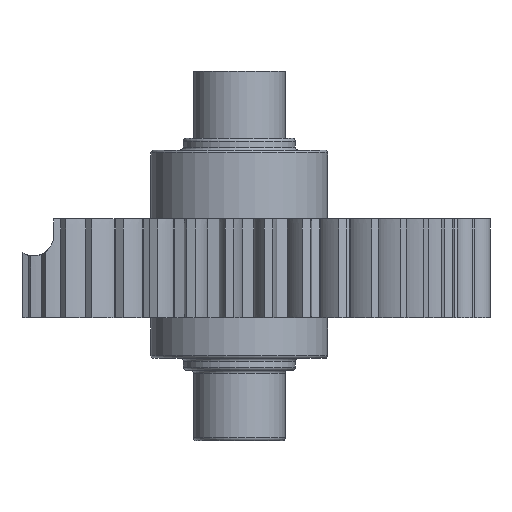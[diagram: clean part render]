
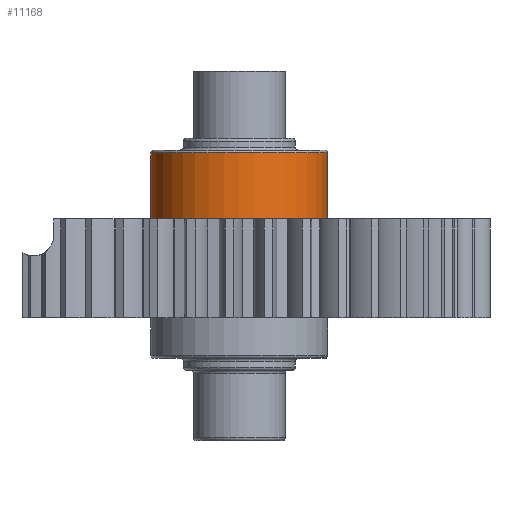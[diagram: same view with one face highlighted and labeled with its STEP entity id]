
A CAD part, front view. The second image highlights one B-rep face of the part: STEP entity #11168.
In plain terms, the highlighted cylindrical face has radius 7.5 mm (diameter 15 mm), a full revolution.
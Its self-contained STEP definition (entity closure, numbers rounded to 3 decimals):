
#9758 = EDGE_CURVE('',#9759,#9759,#9761,.T.);
#9759 = VERTEX_POINT('',#9760);
#9760 = CARTESIAN_POINT('',(42.5,0.,8.4));
#9761 = CIRCLE('',#9762,7.5);
#9762 = AXIS2_PLACEMENT_3D('',#9763,#9764,#9765);
#9763 = CARTESIAN_POINT('',(35.,0.,8.4));
#9764 = DIRECTION('',(0.,0.,1.));
#9765 = DIRECTION('',(1.,0.,0.));
#11168 = ADVANCED_FACE('',(#11169),#11188,.T.);
#11169 = FACE_BOUND('',#11170,.F.);
#11170 = EDGE_LOOP('',(#11171,#11179,#11180,#11181));
#11171 = ORIENTED_EDGE('',*,*,#11172,.F.);
#11172 = EDGE_CURVE('',#9759,#11173,#11175,.T.);
#11173 = VERTEX_POINT('',#11174);
#11174 = CARTESIAN_POINT('',(42.5,0.,14.));
#11175 = LINE('',#11176,#11177);
#11176 = CARTESIAN_POINT('',(42.5,0.,8.4));
#11177 = VECTOR('',#11178,1.);
#11178 = DIRECTION('',(0.,0.,1.));
#11179 = ORIENTED_EDGE('',*,*,#9758,.F.);
#11180 = ORIENTED_EDGE('',*,*,#11172,.T.);
#11181 = ORIENTED_EDGE('',*,*,#11182,.T.);
#11182 = EDGE_CURVE('',#11173,#11173,#11183,.T.);
#11183 = CIRCLE('',#11184,7.5);
#11184 = AXIS2_PLACEMENT_3D('',#11185,#11186,#11187);
#11185 = CARTESIAN_POINT('',(35.,0.,14.));
#11186 = DIRECTION('',(0.,0.,1.));
#11187 = DIRECTION('',(1.,0.,0.));
#11188 = CYLINDRICAL_SURFACE('',#11189,7.5);
#11189 = AXIS2_PLACEMENT_3D('',#11190,#11191,#11192);
#11190 = CARTESIAN_POINT('',(35.,0.,8.4));
#11191 = DIRECTION('',(-0.,-0.,-1.));
#11192 = DIRECTION('',(1.,0.,0.));
